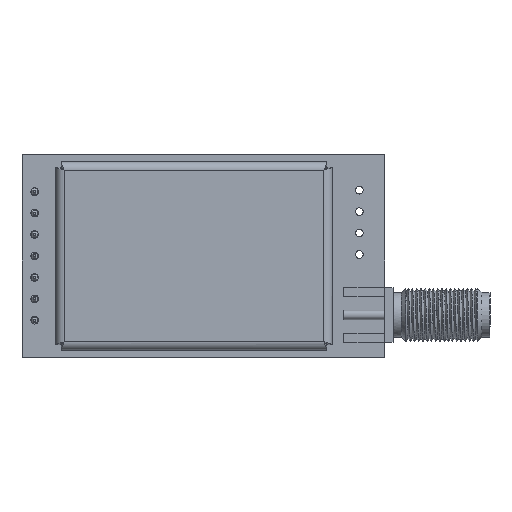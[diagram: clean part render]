
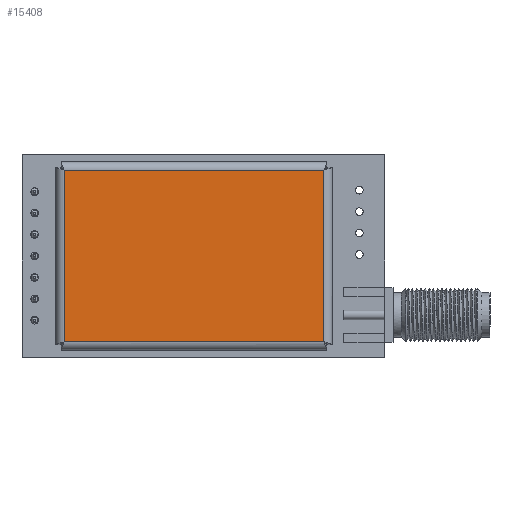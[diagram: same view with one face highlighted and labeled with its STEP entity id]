
A CAD part, top view. The second image highlights one B-rep face of the part: STEP entity #15408.
In plain terms, the highlighted planar face has unit normal (0, 0, 1).
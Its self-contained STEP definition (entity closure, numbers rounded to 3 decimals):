
#250 = DIRECTION ( 'NONE',  ( 0., -1., 0. ) ) ;
#731 = DIRECTION ( 'NONE',  ( 0., 1., 0. ) ) ;
#805 = ORIENTED_EDGE ( 'NONE', *, *, #13847, .T. ) ;
#850 = EDGE_CURVE ( 'NONE', #9536, #7414, #4882, .T. ) ;
#1395 = LINE ( 'NONE', #6189, #3651 ) ;
#1596 = CARTESIAN_POINT ( 'NONE',  ( 37.816, 11.65, 19.276 ) ) ;
#2250 = DIRECTION ( 'NONE',  ( 0., -1., 0. ) ) ;
#2525 = CARTESIAN_POINT ( 'NONE',  ( 63.316, -8.65, 19.276 ) ) ;
#3651 = VECTOR ( 'NONE', #2250, 1000. ) ;
#4059 = EDGE_CURVE ( 'NONE', #7414, #11568, #15024, .T. ) ;
#4571 = ORIENTED_EDGE ( 'NONE', *, *, #4059, .T. ) ;
#4872 = CARTESIAN_POINT ( 'NONE',  ( 37.816, 9.65, 19.276 ) ) ;
#4882 = LINE ( 'NONE', #2525, #12907 ) ;
#5076 = DIRECTION ( 'NONE',  ( -1., 0., 0. ) ) ;
#5514 = VECTOR ( 'NONE', #5076, 1000. ) ;
#5876 = ORIENTED_EDGE ( 'NONE', *, *, #850, .T. ) ;
#6189 = CARTESIAN_POINT ( 'NONE',  ( 32.516, 9.65, 19.276 ) ) ;
#6376 = PLANE ( 'NONE',  #11484 ) ;
#7037 = EDGE_CURVE ( 'NONE', #11568, #11188, #7511, .T. ) ;
#7414 = VERTEX_POINT ( 'NONE', #12306 ) ;
#7511 = LINE ( 'NONE', #1596, #5514 ) ;
#7741 = VECTOR ( 'NONE', #731, 1000. ) ;
#9536 = VERTEX_POINT ( 'NONE', #14465 ) ;
#11087 = FACE_OUTER_BOUND ( 'NONE', #11939, .T. ) ;
#11188 = VERTEX_POINT ( 'NONE', #12512 ) ;
#11484 = AXIS2_PLACEMENT_3D ( 'NONE', #4872, #13271, #250 ) ;
#11568 = VERTEX_POINT ( 'NONE', #13250 ) ;
#11890 = ORIENTED_EDGE ( 'NONE', *, *, #7037, .T. ) ;
#11939 = EDGE_LOOP ( 'NONE', ( #11890, #805, #5876, #4571 ) ) ;
#12107 = DIRECTION ( 'NONE',  ( 1., 0., 0. ) ) ;
#12306 = CARTESIAN_POINT ( 'NONE',  ( 63.316, -8.65, 19.276 ) ) ;
#12512 = CARTESIAN_POINT ( 'NONE',  ( 32.516, 11.65, 19.276 ) ) ;
#12907 = VECTOR ( 'NONE', #12107, 1000. ) ;
#13250 = CARTESIAN_POINT ( 'NONE',  ( 63.316, 11.65, 19.276 ) ) ;
#13271 = DIRECTION ( 'NONE',  ( 0., 0., 1. ) ) ;
#13692 = CARTESIAN_POINT ( 'NONE',  ( 63.316, 11.65, 19.276 ) ) ;
#13847 = EDGE_CURVE ( 'NONE', #11188, #9536, #1395, .T. ) ;
#14465 = CARTESIAN_POINT ( 'NONE',  ( 32.516, -8.65, 19.276 ) ) ;
#15024 = LINE ( 'NONE', #13692, #7741 ) ;
#15408 = ADVANCED_FACE ( 'NONE', ( #11087 ), #6376, .T. ) ;
